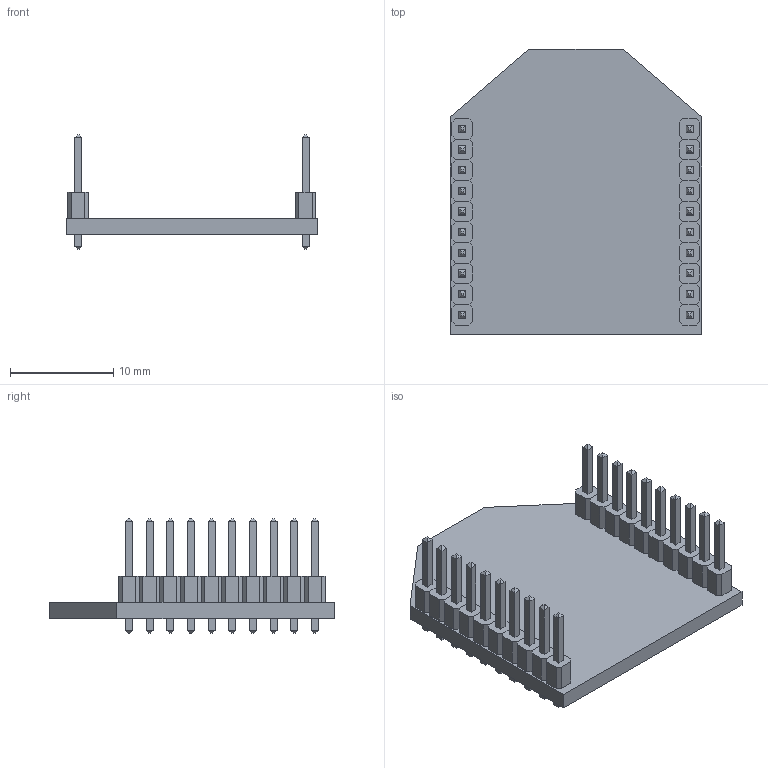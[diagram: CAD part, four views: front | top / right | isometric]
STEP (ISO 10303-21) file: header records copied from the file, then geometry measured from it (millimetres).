
FILE_DESCRIPTION(('CAx-IF Rec.Pracs.---Model Styling and Organization---1.5---2016-08-15','CAx-IF Rec.Pracs.---Geometric and Assembly Validation Properties---4.4---2016-08-17','CAx-IF Rec.Pracs.---User Defined Attributes---1.5---2016-08-15','CAx-IF Rec.Pracs.---External References---2.1---2005-01-19'),'2;1');
FILE_NAME('XBee Module - ZB Series S2C - 2mW with Wire Antenna - XB24CZ7WIT-004.stp','2021-06-03T10:50:04',('Unspecified'),('Unspecified'),'CAD Exchanger 3.9.2 (cadexchanger.com)','Unspecified','');
FILE_SCHEMA(('AUTOMOTIVE_DESIGN { 1 0 10303 214 1 1 1 1 }'));
Length unit declared in the file: millimetre
Products named in the file (6): XBee Module - ZB Series S2C - 2mW with Wire Antenna - XB24CZ7WIT-004; 2mm Header_10
Assembly tree (3 placements, depth 2):
  (unnamed)
    XBee Module - ZB Series S2C - 2mW with Wire Antenna - XB24CZ7WIT-004
  (unnamed)
    2mm Header_10
  (unnamed)
    2mm Header_10
  (unnamed)
Bounding box: 24.38 x 27.61 x 11.07 mm (x, y, z)
Surface area: 2696.8 mm2 (no closed solid volume)
Topology: 0 solids, 608 shells, 608 faces, 5927 edges, 8824 vertices
Faces by surface type: bspline 608
Entity records: 35031 total; most frequent: CARTESIAN_POINT 12805, VERTEX_POINT 4884, EDGE_CURVE 3265, DIRECTION 1808, CONNECTED_EDGE_SET 1609, ORIENTED_EDGE 1556, B_SPLINE_CURVE_WITH_KNOTS 1556, LINE 1442
